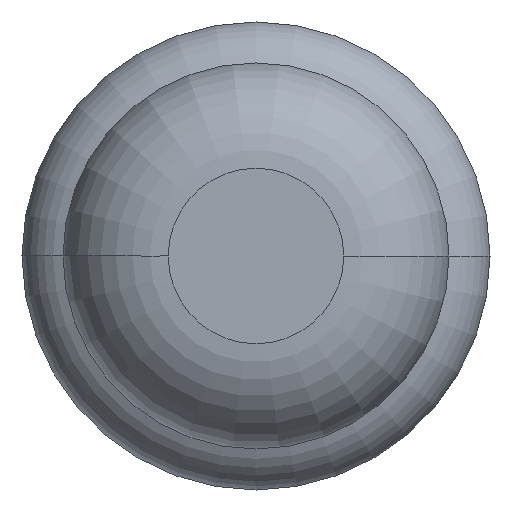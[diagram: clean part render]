
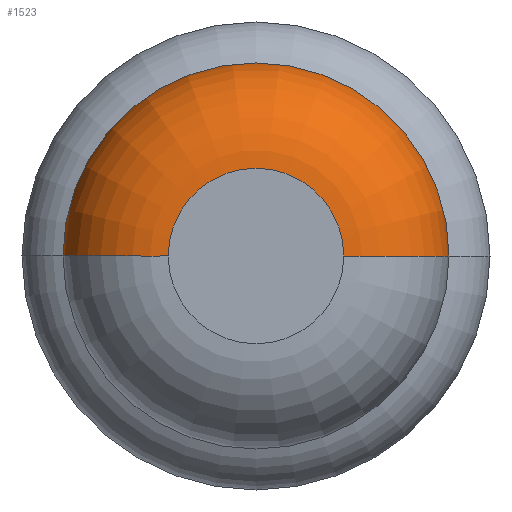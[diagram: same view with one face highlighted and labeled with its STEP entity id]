
A CAD part, front view. The second image highlights one B-rep face of the part: STEP entity #1523.
In plain terms, the highlighted toroidal (fillet/blend) face has major radius 0.375 mm and minor radius 0.45 mm.
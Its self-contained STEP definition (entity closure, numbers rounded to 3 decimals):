
#13 = AXIS2_PLACEMENT_3D ( 'NONE', #3104, #656, #2197 ) ;
#105 = DIRECTION ( 'NONE',  ( 0., -1., 0. ) ) ;
#134 = TOROIDAL_SURFACE ( 'NONE', #921, 0.375, 0.45 ) ;
#140 = CARTESIAN_POINT ( 'NONE',  ( 0., -32., 0. ) ) ;
#208 = ORIENTED_EDGE ( 'NONE', *, *, #1996, .F. ) ;
#244 = DIRECTION ( 'NONE',  ( 0., 0., -1. ) ) ;
#307 = EDGE_LOOP ( 'NONE', ( #2366, #2741, #3815, #208 ) ) ;
#349 = CARTESIAN_POINT ( 'NONE',  ( 0.825, -31.55, 0. ) ) ;
#429 = DIRECTION ( 'NONE',  ( 1., 0., 0. ) ) ;
#442 = CARTESIAN_POINT ( 'NONE',  ( -0.375, -32., 0. ) ) ;
#656 = DIRECTION ( 'NONE',  ( 0., 0., 1. ) ) ;
#774 = EDGE_CURVE ( 'Defeature ausgef�hrt1_8+Defeature ausgef�hrt1_9+Defeature ausgef�hrt1_9+Defeature ausgef�hrt1_9', #2094, #1254, #3738, .T. ) ;
#815 = DIRECTION ( 'NONE',  ( 0., -1., 0. ) ) ;
#921 = AXIS2_PLACEMENT_3D ( 'NONE', #3468, #3265, #2050 ) ;
#924 = VERTEX_POINT ( 'NONE', #442 ) ;
#1102 = DIRECTION ( 'NONE',  ( -1., 0., 0. ) ) ;
#1133 = CARTESIAN_POINT ( 'NONE',  ( -0.825, -31.55, 0. ) ) ;
#1254 = VERTEX_POINT ( 'NONE', #1133 ) ;
#1274 = EDGE_CURVE ( 'Defeature ausgef�hrt1_7+Defeature ausgef�hrt1_8+Defeature ausgef�hrt1_8+Defeature ausgef�hrt1_8', #1787, #924, #2590, .T. ) ;
#1388 = CIRCLE ( 'NONE', #13, 0.45 ) ;
#1433 = FACE_OUTER_BOUND ( 'NONE', #307, .T. ) ;
#1523 = ADVANCED_FACE ( 'Defeature ausgef�hrt1_8', ( #1433 ), #134, .T. ) ;
#1787 = VERTEX_POINT ( 'NONE', #3462 ) ;
#1996 = EDGE_CURVE ( 'NONE', #2094, #1787, #2459, .T. ) ;
#2050 = DIRECTION ( 'NONE',  ( 1., 0., 0. ) ) ;
#2094 = VERTEX_POINT ( 'NONE', #349 ) ;
#2197 = DIRECTION ( 'NONE',  ( 1., 0., 0. ) ) ;
#2366 = ORIENTED_EDGE ( 'NONE', *, *, #774, .T. ) ;
#2448 = AXIS2_PLACEMENT_3D ( 'NONE', #3147, #105, #429 ) ;
#2459 = CIRCLE ( 'NONE', #3608, 0.45 ) ;
#2515 = AXIS2_PLACEMENT_3D ( 'NONE', #140, #815, #3559 ) ;
#2590 = CIRCLE ( 'NONE', #2515, 0.375 ) ;
#2741 = ORIENTED_EDGE ( 'NONE', *, *, #3443, .T. ) ;
#3104 = CARTESIAN_POINT ( 'NONE',  ( -0.375, -31.55, 0. ) ) ;
#3147 = CARTESIAN_POINT ( 'NONE',  ( 0., -31.55, 0. ) ) ;
#3265 = DIRECTION ( 'NONE',  ( 0., -1., 0. ) ) ;
#3272 = CARTESIAN_POINT ( 'NONE',  ( 0.375, -31.55, 0. ) ) ;
#3443 = EDGE_CURVE ( 'NONE', #1254, #924, #1388, .T. ) ;
#3462 = CARTESIAN_POINT ( 'NONE',  ( 0.375, -32., 0. ) ) ;
#3468 = CARTESIAN_POINT ( 'NONE',  ( 0., -31.55, 0. ) ) ;
#3559 = DIRECTION ( 'NONE',  ( 1., 0., 0. ) ) ;
#3608 = AXIS2_PLACEMENT_3D ( 'NONE', #3272, #244, #1102 ) ;
#3738 = CIRCLE ( 'NONE', #2448, 0.825 ) ;
#3815 = ORIENTED_EDGE ( 'NONE', *, *, #1274, .F. ) ;
